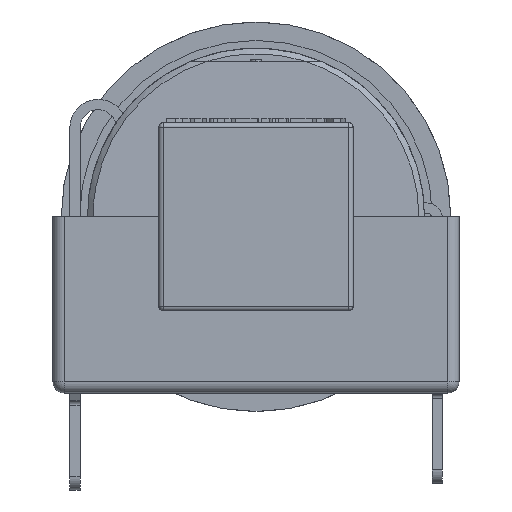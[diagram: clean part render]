
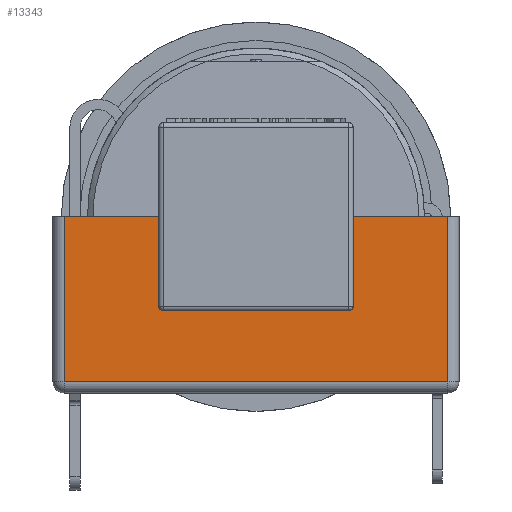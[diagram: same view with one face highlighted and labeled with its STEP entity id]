
A CAD part, left-side view. The second image highlights one B-rep face of the part: STEP entity #13343.
In plain terms, the highlighted planar face has unit normal (-1, 0, 0).
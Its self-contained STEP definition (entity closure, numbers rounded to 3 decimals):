
#718 = VERTEX_POINT('',#719);
#719 = CARTESIAN_POINT('',(-4.,-12.35,8.2));
#725 = EDGE_CURVE('',#718,#726,#728,.T.);
#726 = VERTEX_POINT('',#727);
#727 = CARTESIAN_POINT('',(-4.,-12.35,4.185));
#728 = LINE('',#729,#730);
#729 = CARTESIAN_POINT('',(-4.,-12.35,8.2));
#730 = VECTOR('',#731,1.);
#731 = DIRECTION('',(0.,0.,-1.));
#766 = VERTEX_POINT('',#767);
#767 = CARTESIAN_POINT('',(-4.,-15.3,8.2));
#777 = EDGE_CURVE('',#766,#718,#778,.T.);
#778 = LINE('',#779,#780);
#779 = CARTESIAN_POINT('',(-4.,-15.3,8.2));
#780 = VECTOR('',#781,1.);
#781 = DIRECTION('',(0.,1.,0.));
#797 = VERTEX_POINT('',#798);
#798 = CARTESIAN_POINT('',(-4.,-3.65,8.2));
#804 = EDGE_CURVE('',#797,#805,#807,.T.);
#805 = VERTEX_POINT('',#806);
#806 = CARTESIAN_POINT('',(-4.,-0.7,8.2));
#807 = LINE('',#808,#809);
#808 = CARTESIAN_POINT('',(-4.,-3.65,8.2));
#809 = VECTOR('',#810,1.);
#810 = DIRECTION('',(0.,1.,0.));
#1436 = EDGE_CURVE('',#805,#1437,#1439,.T.);
#1437 = VERTEX_POINT('',#1438);
#1438 = CARTESIAN_POINT('',(-4.,0.6,8.2));
#1439 = LINE('',#1440,#1441);
#1440 = CARTESIAN_POINT('',(-4.,-0.7,8.2));
#1441 = VECTOR('',#1442,1.);
#1442 = DIRECTION('',(0.,1.,0.));
#1604 = VERTEX_POINT('',#1605);
#1605 = CARTESIAN_POINT('',(-4.,-16.6,8.2));
#1612 = EDGE_CURVE('',#1604,#766,#1613,.T.);
#1613 = LINE('',#1614,#1615);
#1614 = CARTESIAN_POINT('',(-4.,-16.6,8.2));
#1615 = VECTOR('',#1616,1.);
#1616 = DIRECTION('',(0.,1.,0.));
#13323 = VERTEX_POINT('',#13324);
#13324 = CARTESIAN_POINT('',(-4.,-16.6,0.8));
#13333 = EDGE_CURVE('',#13323,#1604,#13334,.T.);
#13334 = LINE('',#13335,#13336);
#13335 = CARTESIAN_POINT('',(-4.,-16.6,0.8));
#13336 = VECTOR('',#13337,1.);
#13337 = DIRECTION('',(0.,0.,1.));
#13343 = ADVANCED_FACE('',(#13344),#13398,.T.);
#13344 = FACE_BOUND('',#13345,.F.);
#13345 = EDGE_LOOP('',(#13346,#13347,#13355,#13361,#13362,#13363,#13371,
    #13380,#13388,#13395,#13396,#13397));
#13346 = ORIENTED_EDGE('',*,*,#13333,.F.);
#13347 = ORIENTED_EDGE('',*,*,#13348,.T.);
#13348 = EDGE_CURVE('',#13323,#13349,#13351,.T.);
#13349 = VERTEX_POINT('',#13350);
#13350 = CARTESIAN_POINT('',(-4.,0.6,0.8));
#13351 = LINE('',#13352,#13353);
#13352 = CARTESIAN_POINT('',(-4.,-16.6,0.8));
#13353 = VECTOR('',#13354,1.);
#13354 = DIRECTION('',(0.,1.,0.));
#13355 = ORIENTED_EDGE('',*,*,#13356,.T.);
#13356 = EDGE_CURVE('',#13349,#1437,#13357,.T.);
#13357 = LINE('',#13358,#13359);
#13358 = CARTESIAN_POINT('',(-4.,0.6,0.8));
#13359 = VECTOR('',#13360,1.);
#13360 = DIRECTION('',(0.,0.,1.));
#13361 = ORIENTED_EDGE('',*,*,#1436,.F.);
#13362 = ORIENTED_EDGE('',*,*,#804,.F.);
#13363 = ORIENTED_EDGE('',*,*,#13364,.T.);
#13364 = EDGE_CURVE('',#797,#13365,#13367,.T.);
#13365 = VERTEX_POINT('',#13366);
#13366 = CARTESIAN_POINT('',(-4.,-3.65,4.185));
#13367 = LINE('',#13368,#13369);
#13368 = CARTESIAN_POINT('',(-4.,-3.65,8.2));
#13369 = VECTOR('',#13370,1.);
#13370 = DIRECTION('',(0.,0.,-1.));
#13371 = ORIENTED_EDGE('',*,*,#13372,.F.);
#13372 = EDGE_CURVE('',#13373,#13365,#13375,.T.);
#13373 = VERTEX_POINT('',#13374);
#13374 = CARTESIAN_POINT('',(-4.,-3.85,3.985));
#13375 = CIRCLE('',#13376,0.2);
#13376 = AXIS2_PLACEMENT_3D('',#13377,#13378,#13379);
#13377 = CARTESIAN_POINT('',(-4.,-3.85,4.185));
#13378 = DIRECTION('',(1.,-0.,0.));
#13379 = DIRECTION('',(0.,0.,-1.));
#13380 = ORIENTED_EDGE('',*,*,#13381,.F.);
#13381 = EDGE_CURVE('',#13382,#13373,#13384,.T.);
#13382 = VERTEX_POINT('',#13383);
#13383 = CARTESIAN_POINT('',(-4.,-12.15,3.985));
#13384 = LINE('',#13385,#13386);
#13385 = CARTESIAN_POINT('',(-4.,-12.15,3.985));
#13386 = VECTOR('',#13387,1.);
#13387 = DIRECTION('',(0.,1.,0.));
#13388 = ORIENTED_EDGE('',*,*,#13389,.F.);
#13389 = EDGE_CURVE('',#726,#13382,#13390,.T.);
#13390 = CIRCLE('',#13391,0.2);
#13391 = AXIS2_PLACEMENT_3D('',#13392,#13393,#13394);
#13392 = CARTESIAN_POINT('',(-4.,-12.15,4.185));
#13393 = DIRECTION('',(1.,0.,0.));
#13394 = DIRECTION('',(0.,-1.,0.));
#13395 = ORIENTED_EDGE('',*,*,#725,.F.);
#13396 = ORIENTED_EDGE('',*,*,#777,.F.);
#13397 = ORIENTED_EDGE('',*,*,#1612,.F.);
#13398 = PLANE('',#13399);
#13399 = AXIS2_PLACEMENT_3D('',#13400,#13401,#13402);
#13400 = CARTESIAN_POINT('',(-4.,-17.1,8.2));
#13401 = DIRECTION('',(-1.,0.,0.));
#13402 = DIRECTION('',(0.,1.,0.));
